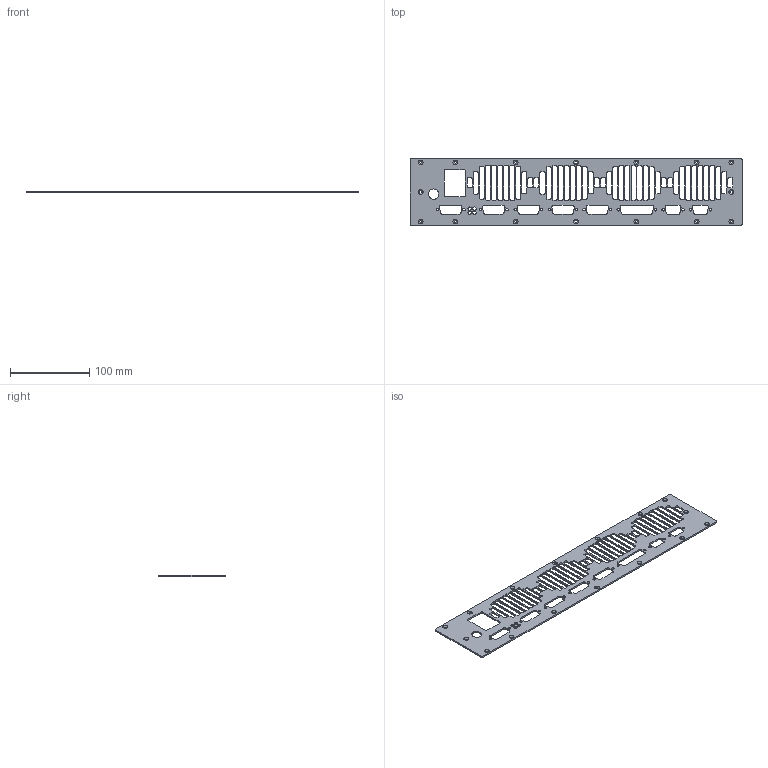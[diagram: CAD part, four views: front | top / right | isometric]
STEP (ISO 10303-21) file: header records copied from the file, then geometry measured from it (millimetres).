
FILE_DESCRIPTION(('Open CASCADE Model'),'2;1');
FILE_NAME('Open CASCADE Shape Model','2020-01-21T09:24:26',('Author'),( 'Open CASCADE'),'Open CASCADE STEP processor 7.2','Open CASCADE 7.2' ,'Unknown');
FILE_SCHEMA(('AUTOMOTIVE_DESIGN { 1 0 10303 214 1 1 1 1 }'));
Length unit declared in the file: millimetre
Products named in the file (1): Open CASCADE STEP translator 7.2 4
Bounding box: 419.1 x 84.28 x 2 mm (x, y, z)
Volume: 43687.1 mm3; surface area: 55168.8 mm2
Topology: 1 solids, 1 shells, 591 faces, 1687 edges, 1114 vertices
Faces by surface type: cylinder 324, plane 235, cone 32
Entity records: 41938 total; most frequent: CARTESIAN_POINT 7263, DIRECTION 6789, LINE 3669, VECTOR 3669, ORIENTED_EDGE 3374, PCURVE 3374, DEFINITIONAL_REPRESENTATION 3374, EDGE_CURVE 1687
